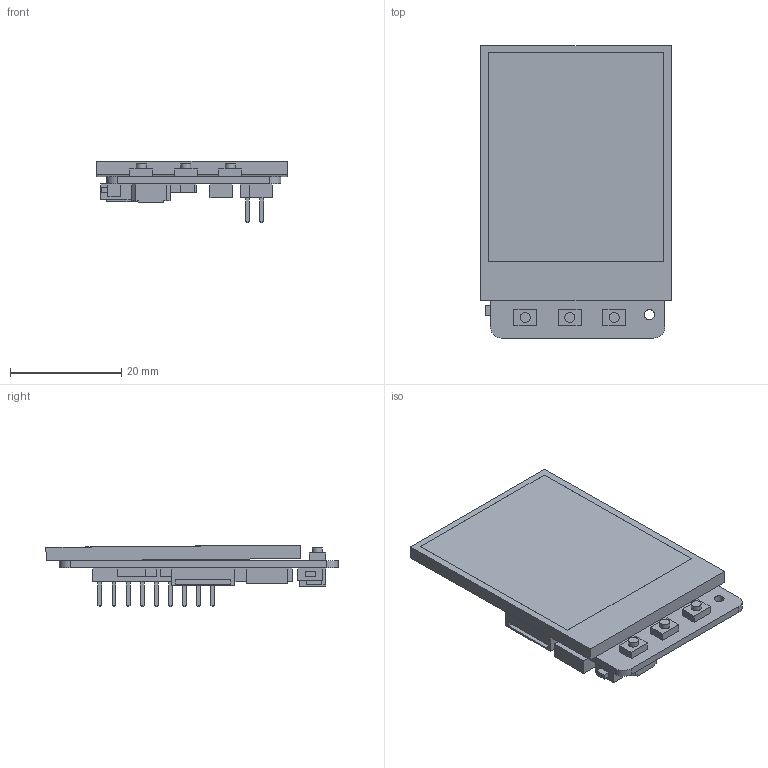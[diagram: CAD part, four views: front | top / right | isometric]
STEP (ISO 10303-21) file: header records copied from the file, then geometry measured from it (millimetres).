
FILE_DESCRIPTION(/* description */ (''),/* implementation_level */ '2;1');
FILE_NAME(/* name */ 'TTGO TS.stp',/* time_stamp */ '2022-03-03T19:15:51-05:00',/* author */ (''),/* organization */ (''),/* preprocessor_version */ 'ST-DEVELOPER v16.7',/* originating_system */ 'SIEMENS PLM Software NX 1930',/* authorisation */ '');
FILE_SCHEMA (('AUTOMOTIVE_DESIGN { 1 0 10303 214 3 1 1 1 }'));
Length unit declared in the file: millimetre
Products named in the file (1): TTGO TS
Bounding box: 34.2 x 52.52 x 11.12 mm (x, y, z)
Volume: 6831.9 mm3; surface area: 11148.4 mm2
Topology: 39 solids, 39 shells, 320 faces, 651 edges, 410 vertices
Faces by surface type: plane 307, cylinder 13
Full cylindrical faces by diameter (mm): 1.8 x9
Entity records: 8324 total; most frequent: CARTESIAN_POINT 1373, DIRECTION 1310, ORIENTED_EDGE 1284, EDGE_CURVE 642, LINE 616, VECTOR 616, VERTEX_POINT 410, AXIS2_PLACEMENT_3D 347
